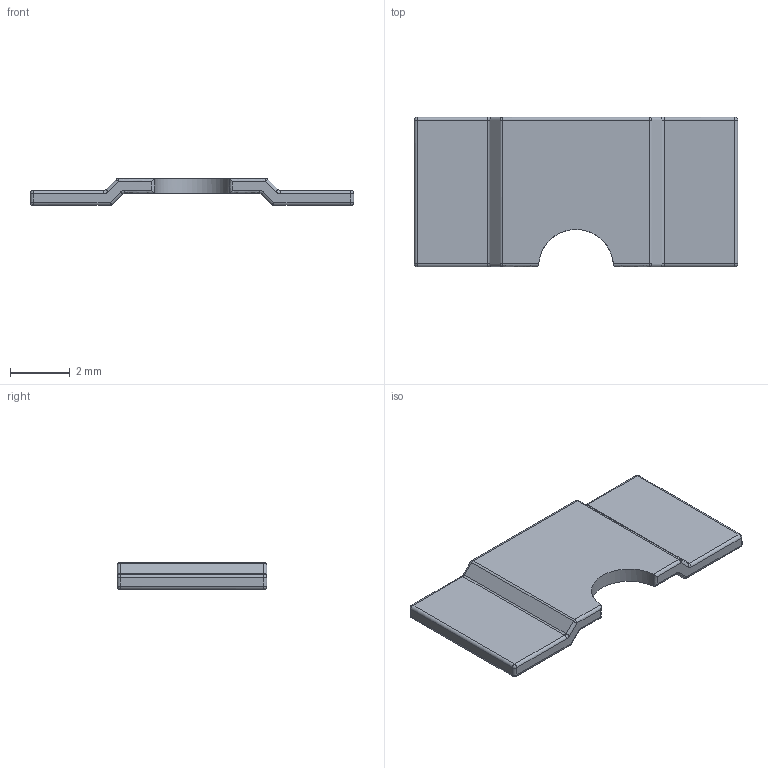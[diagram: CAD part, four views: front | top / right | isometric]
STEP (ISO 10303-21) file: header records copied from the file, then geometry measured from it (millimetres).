
FILE_DESCRIPTION(/* description */ (''),/* implementation_level */ '2;1');
FILE_NAME(/* name */ 'LRS1050',/* time_stamp */ '2013-06-04T13:33:38+02:00',/* author */ (''),/* organization */ (''),/* preprocessor_version */ 'ST-DEVELOPER v14',/* originating_system */ '',/* authorisation */ '');
FILE_SCHEMA (('CONFIG_CONTROL_DESIGN'));
Length unit declared in the file: millimetre
Products named in the file (1): Document
Bounding box: 10.8 x 5 x 0.9 mm (x, y, z)
Volume: 26.5 mm3; surface area: 120.4 mm2
Topology: 1 solids, 1 shells, 80 faces, 171 edges, 93 vertices
Faces by surface type: bspline 65, plane 15
Entity records: 2260 total; most frequent: CARTESIAN_POINT 1197, ORIENTED_EDGE 340, EDGE_CURVE 170, VERTEX_POINT 92, ADVANCED_FACE 80, FACE_OUTER_BOUND 80, EDGE_LOOP 80, B_SPLINE_CURVE_WITH_KNOTS 78
